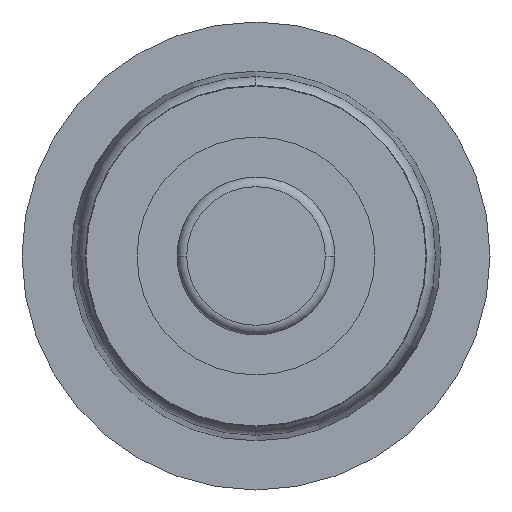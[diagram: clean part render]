
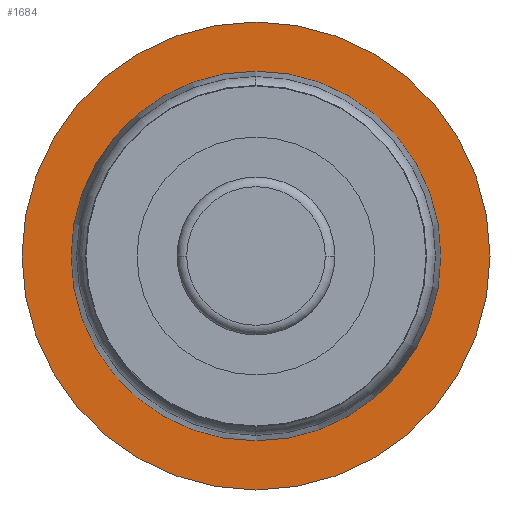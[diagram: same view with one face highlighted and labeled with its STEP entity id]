
A CAD part, left-side view. The second image highlights one B-rep face of the part: STEP entity #1684.
In plain terms, the highlighted planar face has unit normal (-1, 0, 0).
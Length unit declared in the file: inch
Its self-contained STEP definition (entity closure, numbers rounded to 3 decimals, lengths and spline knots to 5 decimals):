
#12 = DIRECTION ( 'NONE',  ( 1., 0., 0. ) ) ;
#352 = EDGE_LOOP ( 'NONE', ( #5515, #650 ) ) ;
#588 = DIRECTION ( 'NONE',  ( 0., 0., 1. ) ) ;
#650 = ORIENTED_EDGE ( 'NONE', *, *, #3069, .F. ) ;
#756 = VERTEX_POINT ( 'NONE', #2859 ) ;
#762 = DIRECTION ( 'NONE',  ( 0., 0., 1. ) ) ;
#906 = VERTEX_POINT ( 'NONE', #5364 ) ;
#918 = CARTESIAN_POINT ( 'NONE',  ( 2.65, 1.5, 0. ) ) ;
#1117 = AXIS2_PLACEMENT_3D ( 'NONE', #918, #12, #3211 ) ;
#1150 = VERTEX_POINT ( 'NONE', #2858 ) ;
#1158 = CIRCLE ( 'NONE', #4424, 1.185 ) ;
#1186 = CARTESIAN_POINT ( 'NONE',  ( 2.65, 0., 1.185 ) ) ;
#1275 = DIRECTION ( 'NONE',  ( -1., 0., 0. ) ) ;
#1684 = ADVANCED_FACE ( 'NONE', ( #4034, #4550 ), #5020, .F. ) ;
#1913 = AXIS2_PLACEMENT_3D ( 'NONE', #2618, #1275, #3054 ) ;
#2104 = CARTESIAN_POINT ( 'NONE',  ( 2.65, 0., 0. ) ) ;
#2278 = CARTESIAN_POINT ( 'NONE',  ( 2.65, 0., 0. ) ) ;
#2310 = EDGE_CURVE ( 'NONE', #906, #1150, #3710, .T. ) ;
#2428 = CIRCLE ( 'NONE', #3096, 1.5 ) ;
#2486 = DIRECTION ( 'NONE',  ( -1., 0., 0. ) ) ;
#2618 = CARTESIAN_POINT ( 'NONE',  ( 2.65, 0., 0. ) ) ;
#2777 = AXIS2_PLACEMENT_3D ( 'NONE', #2104, #5581, #762 ) ;
#2858 = CARTESIAN_POINT ( 'NONE',  ( 2.65, 0., -1.5 ) ) ;
#2859 = CARTESIAN_POINT ( 'NONE',  ( 2.65, 0., -1.185 ) ) ;
#3054 = DIRECTION ( 'NONE',  ( 0., 0., 1. ) ) ;
#3069 = EDGE_CURVE ( 'NONE', #5134, #756, #1158, .T. ) ;
#3096 = AXIS2_PLACEMENT_3D ( 'NONE', #2278, #4065, #3624 ) ;
#3211 = DIRECTION ( 'NONE',  ( 0., 0., -1. ) ) ;
#3420 = EDGE_LOOP ( 'NONE', ( #4688, #4113 ) ) ;
#3624 = DIRECTION ( 'NONE',  ( 0., 0., 1. ) ) ;
#3710 = CIRCLE ( 'NONE', #2777, 1.5 ) ;
#3835 = CARTESIAN_POINT ( 'NONE',  ( 2.65, 0., 0. ) ) ;
#3856 = EDGE_CURVE ( 'NONE', #756, #5134, #5555, .T. ) ;
#4034 = FACE_BOUND ( 'NONE', #352, .T. ) ;
#4065 = DIRECTION ( 'NONE',  ( -1., 0., 0. ) ) ;
#4113 = ORIENTED_EDGE ( 'NONE', *, *, #5448, .T. ) ;
#4424 = AXIS2_PLACEMENT_3D ( 'NONE', #3835, #2486, #588 ) ;
#4550 = FACE_OUTER_BOUND ( 'NONE', #3420, .T. ) ;
#4688 = ORIENTED_EDGE ( 'NONE', *, *, #2310, .T. ) ;
#5020 = PLANE ( 'NONE',  #1117 ) ;
#5134 = VERTEX_POINT ( 'NONE', #1186 ) ;
#5364 = CARTESIAN_POINT ( 'NONE',  ( 2.65, 0., 1.5 ) ) ;
#5448 = EDGE_CURVE ( 'NONE', #1150, #906, #2428, .T. ) ;
#5515 = ORIENTED_EDGE ( 'NONE', *, *, #3856, .F. ) ;
#5555 = CIRCLE ( 'NONE', #1913, 1.185 ) ;
#5581 = DIRECTION ( 'NONE',  ( -1., 0., 0. ) ) ;
